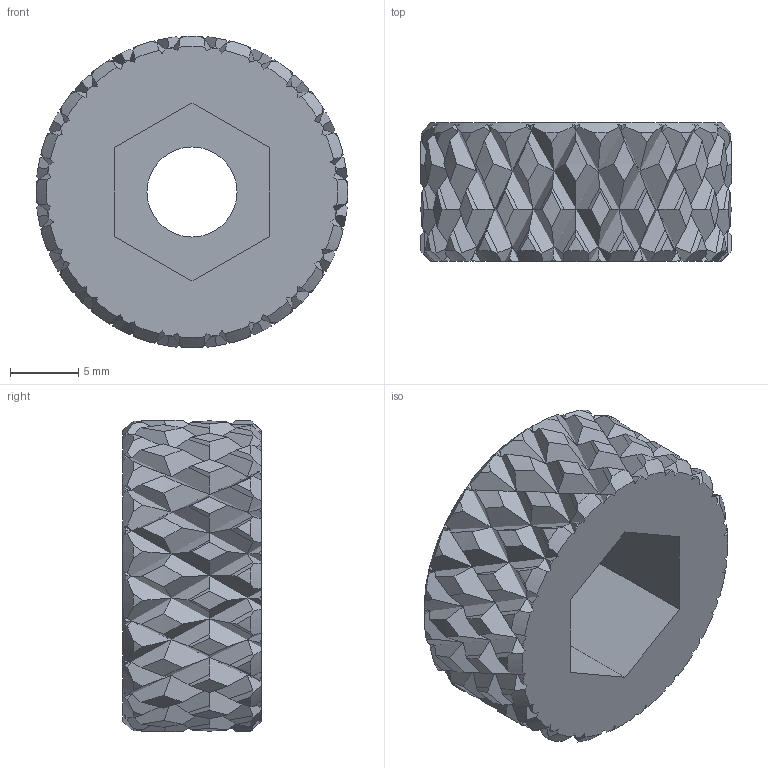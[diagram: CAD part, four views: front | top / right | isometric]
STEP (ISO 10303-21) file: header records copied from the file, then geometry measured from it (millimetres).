
FILE_DESCRIPTION(/* description */ (''),/* implementation_level */ '2;1');
FILE_NAME(/* name */ '19_stop_and_blockout_nut.stp',/* time_stamp */ '2022-04-27T09:31:51-04:00',/* author */ (''),/* organization */ (''),/* preprocessor_version */ 'ST-DEVELOPER v18.102',/* originating_system */ 'SIEMENS PLM Software NX 2023',/* authorisation */ '');
FILE_SCHEMA (('AP203_CONFIGURATION_CONTROLLED_3D_DESIGN_OF_MECHANICAL_PARTS_AND_ASSEMBLIES_MIM_LF { 1 0 10303 403 2 1 2}'));
Products named in the file (1): BOX_design_for_file_export_objects
Bounding box: 22.86 x 10.16 x 22.86 mm (x, y, z)
Volume: 2753.2 mm3; surface area: 2083.1 mm2
Topology: 1 solids, 1 shells, 411 faces, 1103 edges, 695 vertices
Faces by surface type: bspline 280, cylinder 81, cone 41, plane 9
Full cylindrical faces by diameter (mm): 6.604 x1
Entity records: 40360 total; most frequent: CARTESIAN_POINT 32834, ORIENTED_EDGE 2202, EDGE_CURVE 1101, B_SPLINE_CURVE_WITH_KNOTS 1000, VERTEX_POINT 695, DIRECTION 448, EDGE_LOOP 416, ADVANCED_FACE 411
